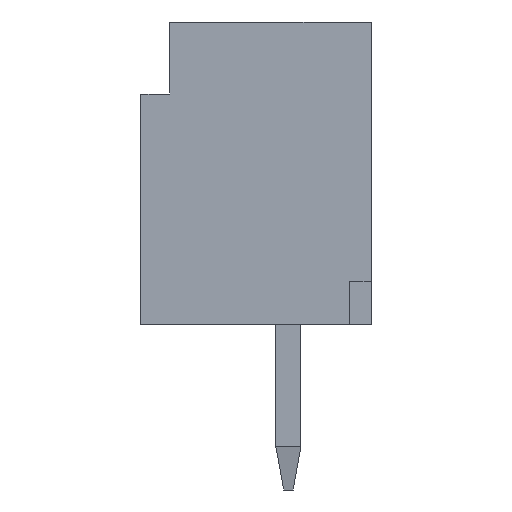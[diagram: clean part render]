
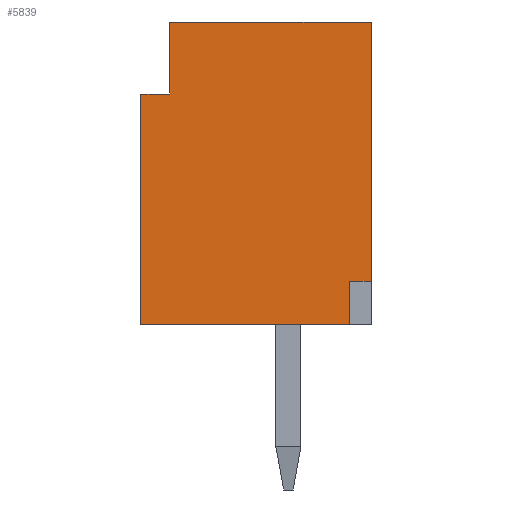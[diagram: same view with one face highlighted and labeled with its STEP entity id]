
A CAD part, left-side view. The second image highlights one B-rep face of the part: STEP entity #5839.
In plain terms, the highlighted planar face has unit normal (-1, 0, 0).
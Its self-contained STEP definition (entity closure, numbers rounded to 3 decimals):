
#111 = PLANE('',#112);
#112 = AXIS2_PLACEMENT_3D('',#113,#114,#115);
#113 = CARTESIAN_POINT('',(10.25,-1.15,0.));
#114 = DIRECTION('',(0.,-1.,0.));
#115 = DIRECTION('',(0.,0.,1.));
#139 = PLANE('',#140);
#140 = AXIS2_PLACEMENT_3D('',#141,#142,#143);
#141 = CARTESIAN_POINT('',(10.25,-1.15,4.2));
#142 = DIRECTION('',(0.,0.,1.));
#143 = DIRECTION('',(0.,1.,0.));
#223 = PLANE('',#224);
#224 = AXIS2_PLACEMENT_3D('',#225,#226,#227);
#225 = CARTESIAN_POINT('',(10.25,2.05,4.2));
#226 = DIRECTION('',(0.,1.,0.));
#227 = DIRECTION('',(0.,0.,-1.));
#1219 = PLANE('',#1220);
#1220 = AXIS2_PLACEMENT_3D('',#1221,#1222,#1223);
#1221 = CARTESIAN_POINT('',(10.25,2.05,0.));
#1222 = DIRECTION('',(0.,0.,-1.));
#1223 = DIRECTION('',(0.,-1.,0.));
#1260 = VERTEX_POINT('',#1261);
#1261 = CARTESIAN_POINT('',(-1.5,-1.15,0.6));
#1275 = PLANE('',#1276);
#1276 = AXIS2_PLACEMENT_3D('',#1277,#1278,#1279);
#1277 = CARTESIAN_POINT('',(-0.925,-1.15,0.6));
#1278 = DIRECTION('',(0.,0.,1.));
#1279 = DIRECTION('',(-1.,0.,0.));
#1287 = EDGE_CURVE('',#1260,#1288,#1290,.T.);
#1288 = VERTEX_POINT('',#1289);
#1289 = CARTESIAN_POINT('',(-1.5,-1.15,4.2));
#1290 = SURFACE_CURVE('',#1291,(#1295,#1302),.PCURVE_S1.);
#1291 = LINE('',#1292,#1293);
#1292 = CARTESIAN_POINT('',(-1.5,-1.15,0.6));
#1293 = VECTOR('',#1294,1.);
#1294 = DIRECTION('',(0.,0.,1.));
#1295 = PCURVE('',#111,#1296);
#1296 = DEFINITIONAL_REPRESENTATION('',(#1297),#1301);
#1297 = LINE('',#1298,#1299);
#1298 = CARTESIAN_POINT('',(0.6,11.75));
#1299 = VECTOR('',#1300,1.);
#1300 = DIRECTION('',(1.,0.));
#1301 = ( GEOMETRIC_REPRESENTATION_CONTEXT(2) 
PARAMETRIC_REPRESENTATION_CONTEXT() REPRESENTATION_CONTEXT('2D SPACE',''
  ) );
#1302 = PCURVE('',#1303,#1308);
#1303 = PLANE('',#1304);
#1304 = AXIS2_PLACEMENT_3D('',#1305,#1306,#1307);
#1305 = CARTESIAN_POINT('',(-1.5,0.45,2.1));
#1306 = DIRECTION('',(-1.,0.,0.));
#1307 = DIRECTION('',(0.,0.,-1.));
#1308 = DEFINITIONAL_REPRESENTATION('',(#1309),#1313);
#1309 = LINE('',#1310,#1311);
#1310 = CARTESIAN_POINT('',(1.5,1.6));
#1311 = VECTOR('',#1312,1.);
#1312 = DIRECTION('',(-1.,0.));
#1313 = ( GEOMETRIC_REPRESENTATION_CONTEXT(2) 
PARAMETRIC_REPRESENTATION_CONTEXT() REPRESENTATION_CONTEXT('2D SPACE',''
  ) );
#1946 = EDGE_CURVE('',#1288,#1947,#1949,.T.);
#1947 = VERTEX_POINT('',#1948);
#1948 = CARTESIAN_POINT('',(-1.5,1.65,4.2));
#1949 = SURFACE_CURVE('',#1950,(#1954,#1961),.PCURVE_S1.);
#1950 = LINE('',#1951,#1952);
#1951 = CARTESIAN_POINT('',(-1.5,-1.15,4.2));
#1952 = VECTOR('',#1953,1.);
#1953 = DIRECTION('',(0.,1.,0.));
#1954 = PCURVE('',#139,#1955);
#1955 = DEFINITIONAL_REPRESENTATION('',(#1956),#1960);
#1956 = LINE('',#1957,#1958);
#1957 = CARTESIAN_POINT('',(0.,11.75));
#1958 = VECTOR('',#1959,1.);
#1959 = DIRECTION('',(1.,0.));
#1960 = ( GEOMETRIC_REPRESENTATION_CONTEXT(2) 
PARAMETRIC_REPRESENTATION_CONTEXT() REPRESENTATION_CONTEXT('2D SPACE',''
  ) );
#1961 = PCURVE('',#1303,#1962);
#1962 = DEFINITIONAL_REPRESENTATION('',(#1963),#1967);
#1963 = LINE('',#1964,#1965);
#1964 = CARTESIAN_POINT('',(-2.1,1.6));
#1965 = VECTOR('',#1966,1.);
#1966 = DIRECTION('',(0.,-1.));
#1967 = ( GEOMETRIC_REPRESENTATION_CONTEXT(2) 
PARAMETRIC_REPRESENTATION_CONTEXT() REPRESENTATION_CONTEXT('2D SPACE',''
  ) );
#1985 = PLANE('',#1986);
#1986 = AXIS2_PLACEMENT_3D('',#1987,#1988,#1989);
#1987 = CARTESIAN_POINT('',(9.65,1.65,4.2));
#1988 = DIRECTION('',(0.,1.,0.));
#1989 = DIRECTION('',(-1.,0.,0.));
#2415 = VERTEX_POINT('',#2416);
#2416 = CARTESIAN_POINT('',(-1.5,2.05,3.2));
#2430 = PLANE('',#2431);
#2431 = AXIS2_PLACEMENT_3D('',#2432,#2433,#2434);
#2432 = CARTESIAN_POINT('',(-0.55,2.05,3.2));
#2433 = DIRECTION('',(0.,0.,-1.));
#2434 = DIRECTION('',(-1.,0.,0.));
#2442 = EDGE_CURVE('',#2415,#2443,#2445,.T.);
#2443 = VERTEX_POINT('',#2444);
#2444 = CARTESIAN_POINT('',(-1.5,2.05,0.));
#2445 = SURFACE_CURVE('',#2446,(#2450,#2457),.PCURVE_S1.);
#2446 = LINE('',#2447,#2448);
#2447 = CARTESIAN_POINT('',(-1.5,2.05,3.2));
#2448 = VECTOR('',#2449,1.);
#2449 = DIRECTION('',(0.,0.,-1.));
#2450 = PCURVE('',#223,#2451);
#2451 = DEFINITIONAL_REPRESENTATION('',(#2452),#2456);
#2452 = LINE('',#2453,#2454);
#2453 = CARTESIAN_POINT('',(1.,11.75));
#2454 = VECTOR('',#2455,1.);
#2455 = DIRECTION('',(1.,0.));
#2456 = ( GEOMETRIC_REPRESENTATION_CONTEXT(2) 
PARAMETRIC_REPRESENTATION_CONTEXT() REPRESENTATION_CONTEXT('2D SPACE',''
  ) );
#2457 = PCURVE('',#1303,#2458);
#2458 = DEFINITIONAL_REPRESENTATION('',(#2459),#2463);
#2459 = LINE('',#2460,#2461);
#2460 = CARTESIAN_POINT('',(-1.1,-1.6));
#2461 = VECTOR('',#2462,1.);
#2462 = DIRECTION('',(1.,0.));
#2463 = ( GEOMETRIC_REPRESENTATION_CONTEXT(2) 
PARAMETRIC_REPRESENTATION_CONTEXT() REPRESENTATION_CONTEXT('2D SPACE',''
  ) );
#5669 = EDGE_CURVE('',#2443,#5670,#5672,.T.);
#5670 = VERTEX_POINT('',#5671);
#5671 = CARTESIAN_POINT('',(-1.5,-0.85,0.));
#5672 = SURFACE_CURVE('',#5673,(#5677,#5684),.PCURVE_S1.);
#5673 = LINE('',#5674,#5675);
#5674 = CARTESIAN_POINT('',(-1.5,2.05,0.));
#5675 = VECTOR('',#5676,1.);
#5676 = DIRECTION('',(0.,-1.,0.));
#5677 = PCURVE('',#1219,#5678);
#5678 = DEFINITIONAL_REPRESENTATION('',(#5679),#5683);
#5679 = LINE('',#5680,#5681);
#5680 = CARTESIAN_POINT('',(0.,11.75));
#5681 = VECTOR('',#5682,1.);
#5682 = DIRECTION('',(1.,0.));
#5683 = ( GEOMETRIC_REPRESENTATION_CONTEXT(2) 
PARAMETRIC_REPRESENTATION_CONTEXT() REPRESENTATION_CONTEXT('2D SPACE',''
  ) );
#5684 = PCURVE('',#1303,#5685);
#5685 = DEFINITIONAL_REPRESENTATION('',(#5686),#5690);
#5686 = LINE('',#5687,#5688);
#5687 = CARTESIAN_POINT('',(2.1,-1.6));
#5688 = VECTOR('',#5689,1.);
#5689 = DIRECTION('',(0.,1.));
#5690 = ( GEOMETRIC_REPRESENTATION_CONTEXT(2) 
PARAMETRIC_REPRESENTATION_CONTEXT() REPRESENTATION_CONTEXT('2D SPACE',''
  ) );
#5708 = PLANE('',#5709);
#5709 = AXIS2_PLACEMENT_3D('',#5710,#5711,#5712);
#5710 = CARTESIAN_POINT('',(10.25,-0.85,0.));
#5711 = DIRECTION('',(0.,-1.,0.));
#5712 = DIRECTION('',(1.,0.,0.));
#5794 = EDGE_CURVE('',#1260,#5795,#5797,.T.);
#5795 = VERTEX_POINT('',#5796);
#5796 = CARTESIAN_POINT('',(-1.5,-0.85,0.6));
#5797 = SURFACE_CURVE('',#5798,(#5802,#5809),.PCURVE_S1.);
#5798 = LINE('',#5799,#5800);
#5799 = CARTESIAN_POINT('',(-1.5,-1.15,0.6));
#5800 = VECTOR('',#5801,1.);
#5801 = DIRECTION('',(0.,1.,0.));
#5802 = PCURVE('',#1275,#5803);
#5803 = DEFINITIONAL_REPRESENTATION('',(#5804),#5808);
#5804 = LINE('',#5805,#5806);
#5805 = CARTESIAN_POINT('',(0.575,0.));
#5806 = VECTOR('',#5807,1.);
#5807 = DIRECTION('',(0.,-1.));
#5808 = ( GEOMETRIC_REPRESENTATION_CONTEXT(2) 
PARAMETRIC_REPRESENTATION_CONTEXT() REPRESENTATION_CONTEXT('2D SPACE',''
  ) );
#5809 = PCURVE('',#1303,#5810);
#5810 = DEFINITIONAL_REPRESENTATION('',(#5811),#5815);
#5811 = LINE('',#5812,#5813);
#5812 = CARTESIAN_POINT('',(1.5,1.6));
#5813 = VECTOR('',#5814,1.);
#5814 = DIRECTION('',(0.,-1.));
#5815 = ( GEOMETRIC_REPRESENTATION_CONTEXT(2) 
PARAMETRIC_REPRESENTATION_CONTEXT() REPRESENTATION_CONTEXT('2D SPACE',''
  ) );
#5839 = ADVANCED_FACE('',(#5840),#1303,.T.);
#5840 = FACE_BOUND('',#5841,.F.);
#5841 = EDGE_LOOP('',(#5842,#5843,#5844,#5865,#5866,#5867,#5890,#5911));
#5842 = ORIENTED_EDGE('',*,*,#1287,.F.);
#5843 = ORIENTED_EDGE('',*,*,#5794,.T.);
#5844 = ORIENTED_EDGE('',*,*,#5845,.F.);
#5845 = EDGE_CURVE('',#5670,#5795,#5846,.T.);
#5846 = SURFACE_CURVE('',#5847,(#5851,#5858),.PCURVE_S1.);
#5847 = LINE('',#5848,#5849);
#5848 = CARTESIAN_POINT('',(-1.5,-0.85,0.));
#5849 = VECTOR('',#5850,1.);
#5850 = DIRECTION('',(0.,0.,1.));
#5851 = PCURVE('',#1303,#5852);
#5852 = DEFINITIONAL_REPRESENTATION('',(#5853),#5857);
#5853 = LINE('',#5854,#5855);
#5854 = CARTESIAN_POINT('',(2.1,1.3));
#5855 = VECTOR('',#5856,1.);
#5856 = DIRECTION('',(-1.,0.));
#5857 = ( GEOMETRIC_REPRESENTATION_CONTEXT(2) 
PARAMETRIC_REPRESENTATION_CONTEXT() REPRESENTATION_CONTEXT('2D SPACE',''
  ) );
#5858 = PCURVE('',#5708,#5859);
#5859 = DEFINITIONAL_REPRESENTATION('',(#5860),#5864);
#5860 = LINE('',#5861,#5862);
#5861 = CARTESIAN_POINT('',(-11.75,0.));
#5862 = VECTOR('',#5863,1.);
#5863 = DIRECTION('',(0.,1.));
#5864 = ( GEOMETRIC_REPRESENTATION_CONTEXT(2) 
PARAMETRIC_REPRESENTATION_CONTEXT() REPRESENTATION_CONTEXT('2D SPACE',''
  ) );
#5865 = ORIENTED_EDGE('',*,*,#5669,.F.);
#5866 = ORIENTED_EDGE('',*,*,#2442,.F.);
#5867 = ORIENTED_EDGE('',*,*,#5868,.T.);
#5868 = EDGE_CURVE('',#2415,#5869,#5871,.T.);
#5869 = VERTEX_POINT('',#5870);
#5870 = CARTESIAN_POINT('',(-1.5,1.65,3.2));
#5871 = SURFACE_CURVE('',#5872,(#5876,#5883),.PCURVE_S1.);
#5872 = LINE('',#5873,#5874);
#5873 = CARTESIAN_POINT('',(-1.5,2.05,3.2));
#5874 = VECTOR('',#5875,1.);
#5875 = DIRECTION('',(0.,-1.,0.));
#5876 = PCURVE('',#1303,#5877);
#5877 = DEFINITIONAL_REPRESENTATION('',(#5878),#5882);
#5878 = LINE('',#5879,#5880);
#5879 = CARTESIAN_POINT('',(-1.1,-1.6));
#5880 = VECTOR('',#5881,1.);
#5881 = DIRECTION('',(0.,1.));
#5882 = ( GEOMETRIC_REPRESENTATION_CONTEXT(2) 
PARAMETRIC_REPRESENTATION_CONTEXT() REPRESENTATION_CONTEXT('2D SPACE',''
  ) );
#5883 = PCURVE('',#2430,#5884);
#5884 = DEFINITIONAL_REPRESENTATION('',(#5885),#5889);
#5885 = LINE('',#5886,#5887);
#5886 = CARTESIAN_POINT('',(0.95,0.));
#5887 = VECTOR('',#5888,1.);
#5888 = DIRECTION('',(0.,-1.));
#5889 = ( GEOMETRIC_REPRESENTATION_CONTEXT(2) 
PARAMETRIC_REPRESENTATION_CONTEXT() REPRESENTATION_CONTEXT('2D SPACE',''
  ) );
#5890 = ORIENTED_EDGE('',*,*,#5891,.F.);
#5891 = EDGE_CURVE('',#1947,#5869,#5892,.T.);
#5892 = SURFACE_CURVE('',#5893,(#5897,#5904),.PCURVE_S1.);
#5893 = LINE('',#5894,#5895);
#5894 = CARTESIAN_POINT('',(-1.5,1.65,4.2));
#5895 = VECTOR('',#5896,1.);
#5896 = DIRECTION('',(0.,0.,-1.));
#5897 = PCURVE('',#1303,#5898);
#5898 = DEFINITIONAL_REPRESENTATION('',(#5899),#5903);
#5899 = LINE('',#5900,#5901);
#5900 = CARTESIAN_POINT('',(-2.1,-1.2));
#5901 = VECTOR('',#5902,1.);
#5902 = DIRECTION('',(1.,0.));
#5903 = ( GEOMETRIC_REPRESENTATION_CONTEXT(2) 
PARAMETRIC_REPRESENTATION_CONTEXT() REPRESENTATION_CONTEXT('2D SPACE',''
  ) );
#5904 = PCURVE('',#1985,#5905);
#5905 = DEFINITIONAL_REPRESENTATION('',(#5906),#5910);
#5906 = LINE('',#5907,#5908);
#5907 = CARTESIAN_POINT('',(11.15,0.));
#5908 = VECTOR('',#5909,1.);
#5909 = DIRECTION('',(0.,-1.));
#5910 = ( GEOMETRIC_REPRESENTATION_CONTEXT(2) 
PARAMETRIC_REPRESENTATION_CONTEXT() REPRESENTATION_CONTEXT('2D SPACE',''
  ) );
#5911 = ORIENTED_EDGE('',*,*,#1946,.F.);
